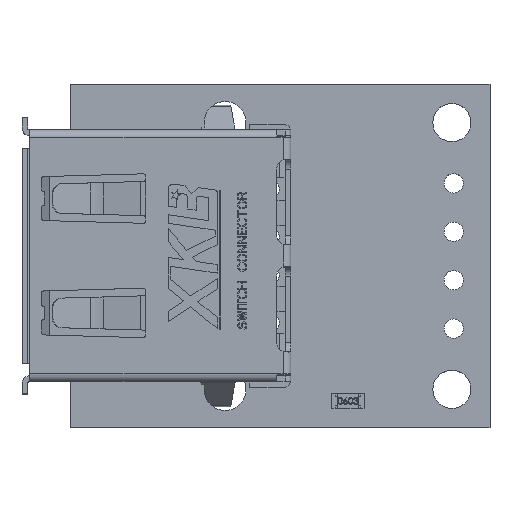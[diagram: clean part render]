
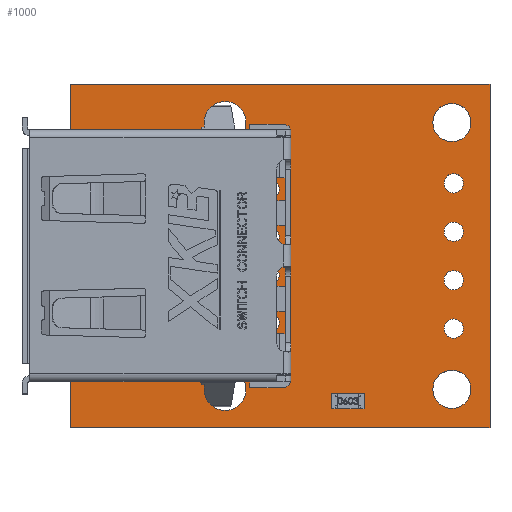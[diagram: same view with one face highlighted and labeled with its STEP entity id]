
A CAD part, top view. The second image highlights one B-rep face of the part: STEP entity #1000.
In plain terms, the highlighted planar face has unit normal (0, 0, 1).
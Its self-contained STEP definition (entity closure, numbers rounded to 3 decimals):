
#43 = VERTEX_POINT('',#44);
#44 = CARTESIAN_POINT('',(22.,0.,0.82));
#50 = EDGE_CURVE('',#43,#51,#53,.T.);
#51 = VERTEX_POINT('',#52);
#52 = CARTESIAN_POINT('',(0.,0.,0.82));
#53 = LINE('',#54,#55);
#54 = CARTESIAN_POINT('',(22.,0.,0.82));
#55 = VECTOR('',#56,1.);
#56 = DIRECTION('',(-1.,0.,0.));
#83 = VERTEX_POINT('',#84);
#84 = CARTESIAN_POINT('',(22.,-18.,0.82));
#90 = EDGE_CURVE('',#83,#43,#91,.T.);
#91 = LINE('',#92,#93);
#92 = CARTESIAN_POINT('',(22.,-18.,0.82));
#93 = VECTOR('',#94,1.);
#94 = DIRECTION('',(0.,1.,0.));
#112 = EDGE_CURVE('',#51,#113,#115,.T.);
#113 = VERTEX_POINT('',#114);
#114 = CARTESIAN_POINT('',(0.,-18.,0.82));
#115 = LINE('',#116,#117);
#116 = CARTESIAN_POINT('',(0.,0.,0.82));
#117 = VECTOR('',#118,1.);
#118 = DIRECTION('',(0.,-1.,0.));
#143 = EDGE_CURVE('',#113,#83,#144,.T.);
#144 = LINE('',#145,#146);
#145 = CARTESIAN_POINT('',(0.,-18.,0.82));
#146 = VECTOR('',#147,1.);
#147 = DIRECTION('',(1.,0.,0.));
#176 = VERTEX_POINT('',#177);
#177 = CARTESIAN_POINT('',(20.603,-7.73,0.82));
#183 = EDGE_CURVE('',#184,#176,#186,.T.);
#184 = VERTEX_POINT('',#185);
#185 = CARTESIAN_POINT('',(19.587,-7.73,0.82));
#186 = CIRCLE('',#187,0.508);
#187 = AXIS2_PLACEMENT_3D('',#188,#189,#190);
#188 = CARTESIAN_POINT('',(20.095,-7.73,0.82));
#189 = DIRECTION('',(0.,0.,1.));
#190 = DIRECTION('',(1.,0.,0.));
#205 = EDGE_CURVE('',#176,#184,#206,.T.);
#206 = CIRCLE('',#207,0.508);
#207 = AXIS2_PLACEMENT_3D('',#208,#209,#210);
#208 = CARTESIAN_POINT('',(20.095,-7.73,0.82));
#209 = DIRECTION('',(0.,0.,1.));
#210 = DIRECTION('',(1.,0.,0.));
#241 = VERTEX_POINT('',#242);
#242 = CARTESIAN_POINT('',(20.603,-10.27,0.82));
#248 = EDGE_CURVE('',#249,#241,#251,.T.);
#249 = VERTEX_POINT('',#250);
#250 = CARTESIAN_POINT('',(19.587,-10.27,0.82));
#251 = CIRCLE('',#252,0.508);
#252 = AXIS2_PLACEMENT_3D('',#253,#254,#255);
#253 = CARTESIAN_POINT('',(20.095,-10.27,0.82));
#254 = DIRECTION('',(0.,0.,1.));
#255 = DIRECTION('',(1.,0.,0.));
#270 = EDGE_CURVE('',#241,#249,#271,.T.);
#271 = CIRCLE('',#272,0.508);
#272 = AXIS2_PLACEMENT_3D('',#273,#274,#275);
#273 = CARTESIAN_POINT('',(20.095,-10.27,0.82));
#274 = DIRECTION('',(0.,0.,1.));
#275 = DIRECTION('',(1.,0.,0.));
#306 = VERTEX_POINT('',#307);
#307 = CARTESIAN_POINT('',(21.,-16.,0.82));
#313 = EDGE_CURVE('',#314,#306,#316,.T.);
#314 = VERTEX_POINT('',#315);
#315 = CARTESIAN_POINT('',(19.,-16.,0.82));
#316 = CIRCLE('',#317,1.);
#317 = AXIS2_PLACEMENT_3D('',#318,#319,#320);
#318 = CARTESIAN_POINT('',(20.,-16.,0.82));
#319 = DIRECTION('',(0.,0.,1.));
#320 = DIRECTION('',(1.,0.,0.));
#335 = EDGE_CURVE('',#306,#314,#336,.T.);
#336 = CIRCLE('',#337,1.);
#337 = AXIS2_PLACEMENT_3D('',#338,#339,#340);
#338 = CARTESIAN_POINT('',(20.,-16.,0.82));
#339 = DIRECTION('',(0.,0.,1.));
#340 = DIRECTION('',(1.,0.,0.));
#371 = VERTEX_POINT('',#372);
#372 = CARTESIAN_POINT('',(20.603,-12.81,0.82));
#378 = EDGE_CURVE('',#379,#371,#381,.T.);
#379 = VERTEX_POINT('',#380);
#380 = CARTESIAN_POINT('',(19.587,-12.81,0.82));
#381 = CIRCLE('',#382,0.508);
#382 = AXIS2_PLACEMENT_3D('',#383,#384,#385);
#383 = CARTESIAN_POINT('',(20.095,-12.81,0.82));
#384 = DIRECTION('',(0.,0.,1.));
#385 = DIRECTION('',(1.,0.,0.));
#400 = EDGE_CURVE('',#371,#379,#401,.T.);
#401 = CIRCLE('',#402,0.508);
#402 = AXIS2_PLACEMENT_3D('',#403,#404,#405);
#403 = CARTESIAN_POINT('',(20.095,-12.81,0.82));
#404 = DIRECTION('',(0.,0.,1.));
#405 = DIRECTION('',(1.,0.,0.));
#436 = VERTEX_POINT('',#437);
#437 = CARTESIAN_POINT('',(9.2,-16.,0.82));
#443 = EDGE_CURVE('',#444,#436,#446,.T.);
#444 = VERTEX_POINT('',#445);
#445 = CARTESIAN_POINT('',(7.,-16.,0.82));
#446 = CIRCLE('',#447,1.1);
#447 = AXIS2_PLACEMENT_3D('',#448,#449,#450);
#448 = CARTESIAN_POINT('',(8.1,-16.,0.82));
#449 = DIRECTION('',(0.,0.,1.));
#450 = DIRECTION('',(1.,0.,0.));
#465 = EDGE_CURVE('',#436,#444,#466,.T.);
#466 = CIRCLE('',#467,1.1);
#467 = AXIS2_PLACEMENT_3D('',#468,#469,#470);
#468 = CARTESIAN_POINT('',(8.1,-16.,0.82));
#469 = DIRECTION('',(0.,0.,1.));
#470 = DIRECTION('',(1.,0.,0.));
#501 = VERTEX_POINT('',#502);
#502 = CARTESIAN_POINT('',(10.945,-12.5,0.82));
#508 = EDGE_CURVE('',#509,#501,#511,.T.);
#509 = VERTEX_POINT('',#510);
#510 = CARTESIAN_POINT('',(10.056,-12.5,0.82));
#511 = CIRCLE('',#512,0.445);
#512 = AXIS2_PLACEMENT_3D('',#513,#514,#515);
#513 = CARTESIAN_POINT('',(10.5,-12.5,0.82));
#514 = DIRECTION('',(0.,0.,1.));
#515 = DIRECTION('',(1.,0.,0.));
#530 = EDGE_CURVE('',#501,#509,#531,.T.);
#531 = CIRCLE('',#532,0.445);
#532 = AXIS2_PLACEMENT_3D('',#533,#534,#535);
#533 = CARTESIAN_POINT('',(10.5,-12.5,0.82));
#534 = DIRECTION('',(0.,0.,1.));
#535 = DIRECTION('',(1.,0.,0.));
#566 = VERTEX_POINT('',#567);
#567 = CARTESIAN_POINT('',(10.945,-10.,0.82));
#573 = EDGE_CURVE('',#574,#566,#576,.T.);
#574 = VERTEX_POINT('',#575);
#575 = CARTESIAN_POINT('',(10.056,-10.,0.82));
#576 = CIRCLE('',#577,0.445);
#577 = AXIS2_PLACEMENT_3D('',#578,#579,#580);
#578 = CARTESIAN_POINT('',(10.5,-10.,0.82));
#579 = DIRECTION('',(0.,0.,1.));
#580 = DIRECTION('',(1.,0.,0.));
#595 = EDGE_CURVE('',#566,#574,#596,.T.);
#596 = CIRCLE('',#597,0.445);
#597 = AXIS2_PLACEMENT_3D('',#598,#599,#600);
#598 = CARTESIAN_POINT('',(10.5,-10.,0.82));
#599 = DIRECTION('',(0.,0.,1.));
#600 = DIRECTION('',(1.,0.,0.));
#631 = VERTEX_POINT('',#632);
#632 = CARTESIAN_POINT('',(10.945,-8.,0.82));
#638 = EDGE_CURVE('',#639,#631,#641,.T.);
#639 = VERTEX_POINT('',#640);
#640 = CARTESIAN_POINT('',(10.056,-8.,0.82));
#641 = CIRCLE('',#642,0.445);
#642 = AXIS2_PLACEMENT_3D('',#643,#644,#645);
#643 = CARTESIAN_POINT('',(10.5,-8.,0.82));
#644 = DIRECTION('',(0.,0.,1.));
#645 = DIRECTION('',(1.,0.,0.));
#660 = EDGE_CURVE('',#631,#639,#661,.T.);
#661 = CIRCLE('',#662,0.445);
#662 = AXIS2_PLACEMENT_3D('',#663,#664,#665);
#663 = CARTESIAN_POINT('',(10.5,-8.,0.82));
#664 = DIRECTION('',(0.,0.,1.));
#665 = DIRECTION('',(1.,0.,0.));
#696 = VERTEX_POINT('',#697);
#697 = CARTESIAN_POINT('',(21.,-2.,0.82));
#703 = EDGE_CURVE('',#704,#696,#706,.T.);
#704 = VERTEX_POINT('',#705);
#705 = CARTESIAN_POINT('',(19.,-2.,0.82));
#706 = CIRCLE('',#707,1.);
#707 = AXIS2_PLACEMENT_3D('',#708,#709,#710);
#708 = CARTESIAN_POINT('',(20.,-2.,0.82));
#709 = DIRECTION('',(0.,0.,1.));
#710 = DIRECTION('',(1.,0.,0.));
#725 = EDGE_CURVE('',#696,#704,#726,.T.);
#726 = CIRCLE('',#727,1.);
#727 = AXIS2_PLACEMENT_3D('',#728,#729,#730);
#728 = CARTESIAN_POINT('',(20.,-2.,0.82));
#729 = DIRECTION('',(0.,0.,1.));
#730 = DIRECTION('',(1.,0.,0.));
#761 = VERTEX_POINT('',#762);
#762 = CARTESIAN_POINT('',(20.603,-5.19,0.82));
#768 = EDGE_CURVE('',#769,#761,#771,.T.);
#769 = VERTEX_POINT('',#770);
#770 = CARTESIAN_POINT('',(19.587,-5.19,0.82));
#771 = CIRCLE('',#772,0.508);
#772 = AXIS2_PLACEMENT_3D('',#773,#774,#775);
#773 = CARTESIAN_POINT('',(20.095,-5.19,0.82));
#774 = DIRECTION('',(0.,0.,1.));
#775 = DIRECTION('',(1.,0.,0.));
#790 = EDGE_CURVE('',#761,#769,#791,.T.);
#791 = CIRCLE('',#792,0.508);
#792 = AXIS2_PLACEMENT_3D('',#793,#794,#795);
#793 = CARTESIAN_POINT('',(20.095,-5.19,0.82));
#794 = DIRECTION('',(0.,0.,1.));
#795 = DIRECTION('',(1.,0.,0.));
#826 = VERTEX_POINT('',#827);
#827 = CARTESIAN_POINT('',(10.945,-5.5,0.82));
#833 = EDGE_CURVE('',#834,#826,#836,.T.);
#834 = VERTEX_POINT('',#835);
#835 = CARTESIAN_POINT('',(10.056,-5.5,0.82));
#836 = CIRCLE('',#837,0.445);
#837 = AXIS2_PLACEMENT_3D('',#838,#839,#840);
#838 = CARTESIAN_POINT('',(10.5,-5.5,0.82));
#839 = DIRECTION('',(0.,0.,1.));
#840 = DIRECTION('',(1.,0.,0.));
#855 = EDGE_CURVE('',#826,#834,#856,.T.);
#856 = CIRCLE('',#857,0.445);
#857 = AXIS2_PLACEMENT_3D('',#858,#859,#860);
#858 = CARTESIAN_POINT('',(10.5,-5.5,0.82));
#859 = DIRECTION('',(0.,0.,1.));
#860 = DIRECTION('',(1.,0.,0.));
#891 = VERTEX_POINT('',#892);
#892 = CARTESIAN_POINT('',(9.2,-2.,0.82));
#898 = EDGE_CURVE('',#899,#891,#901,.T.);
#899 = VERTEX_POINT('',#900);
#900 = CARTESIAN_POINT('',(7.,-2.,0.82));
#901 = CIRCLE('',#902,1.1);
#902 = AXIS2_PLACEMENT_3D('',#903,#904,#905);
#903 = CARTESIAN_POINT('',(8.1,-2.,0.82));
#904 = DIRECTION('',(0.,0.,1.));
#905 = DIRECTION('',(1.,0.,0.));
#920 = EDGE_CURVE('',#891,#899,#921,.T.);
#921 = CIRCLE('',#922,1.1);
#922 = AXIS2_PLACEMENT_3D('',#923,#924,#925);
#923 = CARTESIAN_POINT('',(8.1,-2.,0.82));
#924 = DIRECTION('',(0.,0.,1.));
#925 = DIRECTION('',(1.,0.,0.));
#1000 = ADVANCED_FACE('',(#1001,#1007,#1011,#1015,#1019,#1023,#1027,
    #1031,#1035,#1039,#1043,#1047,#1051),#1055,.F.);
#1001 = FACE_BOUND('',#1002,.F.);
#1002 = EDGE_LOOP('',(#1003,#1004,#1005,#1006));
#1003 = ORIENTED_EDGE('',*,*,#50,.F.);
#1004 = ORIENTED_EDGE('',*,*,#90,.F.);
#1005 = ORIENTED_EDGE('',*,*,#143,.F.);
#1006 = ORIENTED_EDGE('',*,*,#112,.F.);
#1007 = FACE_BOUND('',#1008,.F.);
#1008 = EDGE_LOOP('',(#1009,#1010));
#1009 = ORIENTED_EDGE('',*,*,#205,.T.);
#1010 = ORIENTED_EDGE('',*,*,#183,.T.);
#1011 = FACE_BOUND('',#1012,.F.);
#1012 = EDGE_LOOP('',(#1013,#1014));
#1013 = ORIENTED_EDGE('',*,*,#270,.T.);
#1014 = ORIENTED_EDGE('',*,*,#248,.T.);
#1015 = FACE_BOUND('',#1016,.F.);
#1016 = EDGE_LOOP('',(#1017,#1018));
#1017 = ORIENTED_EDGE('',*,*,#335,.T.);
#1018 = ORIENTED_EDGE('',*,*,#313,.T.);
#1019 = FACE_BOUND('',#1020,.F.);
#1020 = EDGE_LOOP('',(#1021,#1022));
#1021 = ORIENTED_EDGE('',*,*,#400,.T.);
#1022 = ORIENTED_EDGE('',*,*,#378,.T.);
#1023 = FACE_BOUND('',#1024,.F.);
#1024 = EDGE_LOOP('',(#1025,#1026));
#1025 = ORIENTED_EDGE('',*,*,#465,.T.);
#1026 = ORIENTED_EDGE('',*,*,#443,.T.);
#1027 = FACE_BOUND('',#1028,.F.);
#1028 = EDGE_LOOP('',(#1029,#1030));
#1029 = ORIENTED_EDGE('',*,*,#530,.T.);
#1030 = ORIENTED_EDGE('',*,*,#508,.T.);
#1031 = FACE_BOUND('',#1032,.F.);
#1032 = EDGE_LOOP('',(#1033,#1034));
#1033 = ORIENTED_EDGE('',*,*,#595,.T.);
#1034 = ORIENTED_EDGE('',*,*,#573,.T.);
#1035 = FACE_BOUND('',#1036,.F.);
#1036 = EDGE_LOOP('',(#1037,#1038));
#1037 = ORIENTED_EDGE('',*,*,#660,.T.);
#1038 = ORIENTED_EDGE('',*,*,#638,.T.);
#1039 = FACE_BOUND('',#1040,.F.);
#1040 = EDGE_LOOP('',(#1041,#1042));
#1041 = ORIENTED_EDGE('',*,*,#725,.T.);
#1042 = ORIENTED_EDGE('',*,*,#703,.T.);
#1043 = FACE_BOUND('',#1044,.F.);
#1044 = EDGE_LOOP('',(#1045,#1046));
#1045 = ORIENTED_EDGE('',*,*,#790,.T.);
#1046 = ORIENTED_EDGE('',*,*,#768,.T.);
#1047 = FACE_BOUND('',#1048,.F.);
#1048 = EDGE_LOOP('',(#1049,#1050));
#1049 = ORIENTED_EDGE('',*,*,#855,.T.);
#1050 = ORIENTED_EDGE('',*,*,#833,.T.);
#1051 = FACE_BOUND('',#1052,.F.);
#1052 = EDGE_LOOP('',(#1053,#1054));
#1053 = ORIENTED_EDGE('',*,*,#920,.T.);
#1054 = ORIENTED_EDGE('',*,*,#898,.T.);
#1055 = PLANE('',#1056);
#1056 = AXIS2_PLACEMENT_3D('',#1057,#1058,#1059);
#1057 = CARTESIAN_POINT('',(22.,0.,0.82));
#1058 = DIRECTION('',(0.,0.,-1.));
#1059 = DIRECTION('',(-1.,0.,0.));
